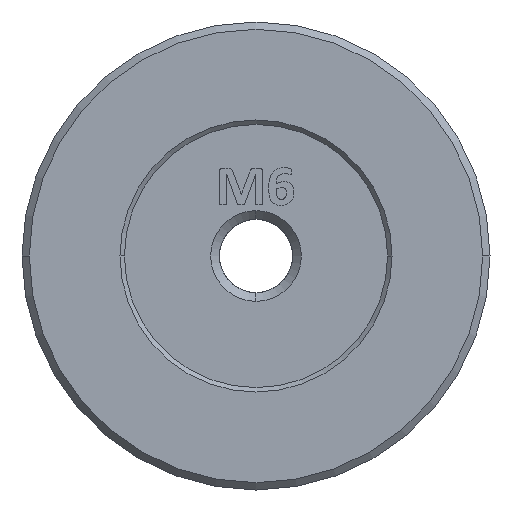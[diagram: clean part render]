
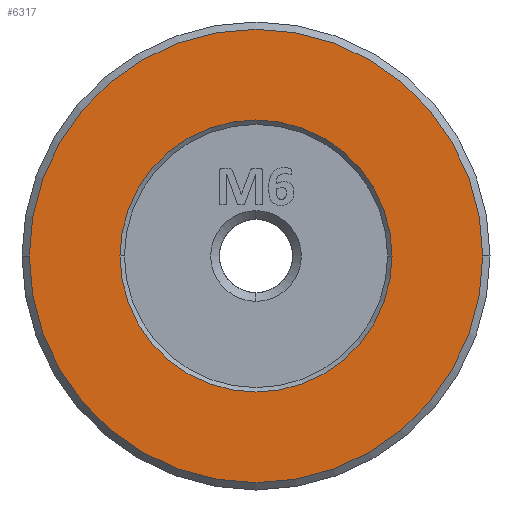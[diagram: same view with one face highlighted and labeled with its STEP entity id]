
A CAD part, left-side view. The second image highlights one B-rep face of the part: STEP entity #6317.
In plain terms, the highlighted planar face has unit normal (-1, 0, 0).
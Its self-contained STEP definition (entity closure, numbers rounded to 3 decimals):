
#463 = CIRCLE ( 'NONE', #6682, 9.3 ) ;
#1383 = AXIS2_PLACEMENT_3D ( 'NONE', #22561, #13685, #22405 ) ;
#1555 = DIRECTION ( 'NONE',  ( 1., 0., 0. ) ) ;
#4473 = CARTESIAN_POINT ( 'NONE',  ( -56.006, 28.89, 0. ) ) ;
#5867 = DIRECTION ( 'NONE',  ( 0., 1., 0. ) ) ;
#6098 = DIRECTION ( 'NONE',  ( 0., -1., 0. ) ) ;
#6317 = ADVANCED_FACE ( 'NONE', ( #8976, #27317 ), #28684, .T. ) ;
#6518 = ORIENTED_EDGE ( 'NONE', *, *, #22189, .T. ) ;
#6646 = CIRCLE ( 'NONE', #1383, 15.5 ) ;
#6682 = AXIS2_PLACEMENT_3D ( 'NONE', #29527, #15270, #6098 ) ;
#6732 = CARTESIAN_POINT ( 'NONE',  ( -56.006, 13.39, 0. ) ) ;
#6768 = EDGE_LOOP ( 'NONE', ( #16853, #17011 ) ) ;
#7954 = VERTEX_POINT ( 'NONE', #21356 ) ;
#8976 = FACE_BOUND ( 'NONE', #9871, .T. ) ;
#9132 = DIRECTION ( 'NONE',  ( -1., 0., 0. ) ) ;
#9871 = EDGE_LOOP ( 'NONE', ( #23776, #6518 ) ) ;
#12106 = EDGE_CURVE ( 'NONE', #28126, #7954, #21536, .T. ) ;
#13409 = AXIS2_PLACEMENT_3D ( 'NONE', #6732, #9132, #5867 ) ;
#13685 = DIRECTION ( 'NONE',  ( -1., 0., 0. ) ) ;
#14199 = EDGE_CURVE ( 'NONE', #17161, #26329, #14819, .T. ) ;
#14661 = DIRECTION ( 'NONE',  ( 0., -1., 0. ) ) ;
#14685 = CARTESIAN_POINT ( 'NONE',  ( -56.006, -2.11, 0. ) ) ;
#14807 = CARTESIAN_POINT ( 'NONE',  ( -56.006, 13.39, 0. ) ) ;
#14819 = CIRCLE ( 'NONE', #27784, 15.5 ) ;
#15270 = DIRECTION ( 'NONE',  ( 1., 0., 0. ) ) ;
#15957 = EDGE_CURVE ( 'NONE', #26329, #17161, #6646, .T. ) ;
#16853 = ORIENTED_EDGE ( 'NONE', *, *, #14199, .T. ) ;
#17011 = ORIENTED_EDGE ( 'NONE', *, *, #15957, .T. ) ;
#17161 = VERTEX_POINT ( 'NONE', #4473 ) ;
#17758 = DIRECTION ( 'NONE',  ( 0., -1., 0. ) ) ;
#17875 = CARTESIAN_POINT ( 'NONE',  ( -56.006, 4.09, 0. ) ) ;
#21356 = CARTESIAN_POINT ( 'NONE',  ( -56.006, 22.69, 0. ) ) ;
#21536 = CIRCLE ( 'NONE', #25402, 9.3 ) ;
#22189 = EDGE_CURVE ( 'NONE', #7954, #28126, #463, .T. ) ;
#22405 = DIRECTION ( 'NONE',  ( 0., -1., 0. ) ) ;
#22561 = CARTESIAN_POINT ( 'NONE',  ( -56.006, 13.39, 0. ) ) ;
#23776 = ORIENTED_EDGE ( 'NONE', *, *, #12106, .T. ) ;
#24824 = CARTESIAN_POINT ( 'NONE',  ( -56.006, 13.39, 0. ) ) ;
#25402 = AXIS2_PLACEMENT_3D ( 'NONE', #24824, #1555, #17758 ) ;
#26329 = VERTEX_POINT ( 'NONE', #14685 ) ;
#26681 = DIRECTION ( 'NONE',  ( -1., 0., 0. ) ) ;
#27317 = FACE_OUTER_BOUND ( 'NONE', #6768, .T. ) ;
#27784 = AXIS2_PLACEMENT_3D ( 'NONE', #14807, #26681, #14661 ) ;
#28126 = VERTEX_POINT ( 'NONE', #17875 ) ;
#28684 = PLANE ( 'NONE',  #13409 ) ;
#29527 = CARTESIAN_POINT ( 'NONE',  ( -56.006, 13.39, 0. ) ) ;
